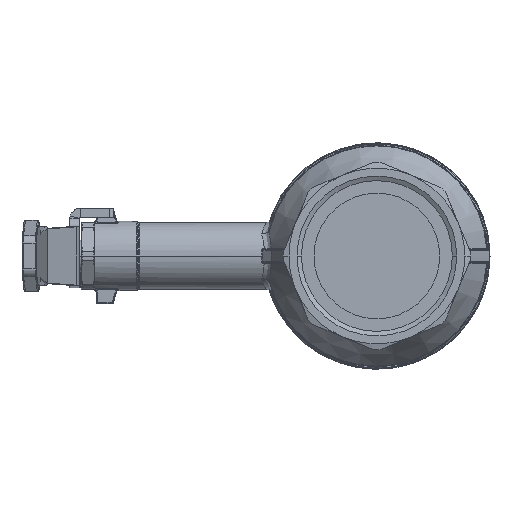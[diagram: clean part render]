
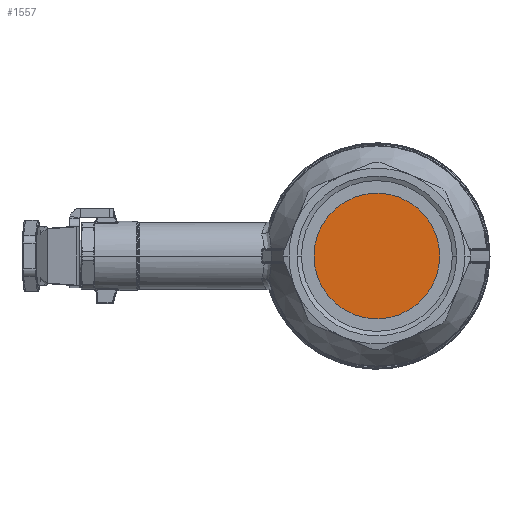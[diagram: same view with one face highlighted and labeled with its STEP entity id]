
A CAD part, left-side view. The second image highlights one B-rep face of the part: STEP entity #1557.
In plain terms, the highlighted planar face has unit normal (-1, 0, 0).
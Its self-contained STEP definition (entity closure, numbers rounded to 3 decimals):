
#1557=ADVANCED_FACE('',(#4243),#4244,.T.);
#4243=FACE_OUTER_BOUND('',#8142,.T.);
#4244=PLANE('',#8143);
#8142=EDGE_LOOP('',(#17360,#17361));
#8143=AXIS2_PLACEMENT_3D('',#17362,#17363,#17364);
#17360=ORIENTED_EDGE('',*,*,#27465,.T.);
#17361=ORIENTED_EDGE('',*,*,#27507,.T.);
#17362=CARTESIAN_POINT('',(-32.0,29.5,0.0));
#17363=DIRECTION('',(-1.0,0.0,0.0));
#17364=DIRECTION('',(0.0,0.0,1.0));
#27465=EDGE_CURVE('',#32502,#32506,#32508,.T.);
#27507=EDGE_CURVE('',#32506,#32502,#32575,.T.);
#32502=VERTEX_POINT('',#39992);
#32506=VERTEX_POINT('',#39997);
#32508=CIRCLE('',#40000,23.6);
#32575=CIRCLE('',#40115,23.6);
#39992=CARTESIAN_POINT('',(-32.0,23.6,0.0));
#39997=CARTESIAN_POINT('',(-32.0,-23.6,0.));
#40000=AXIS2_PLACEMENT_3D('',#53401,#53402,#53403);
#40115=AXIS2_PLACEMENT_3D('',#53461,#53462,#53463);
#53401=CARTESIAN_POINT('',(-32.0,0.0,0.0));
#53402=DIRECTION('',(-1.0,0.0,0.0));
#53403=DIRECTION('',(0.0,1.0,0.0));
#53461=CARTESIAN_POINT('',(-32.0,0.0,0.0));
#53462=DIRECTION('',(-1.0,0.0,0.0));
#53463=DIRECTION('',(0.0,1.0,0.0));
